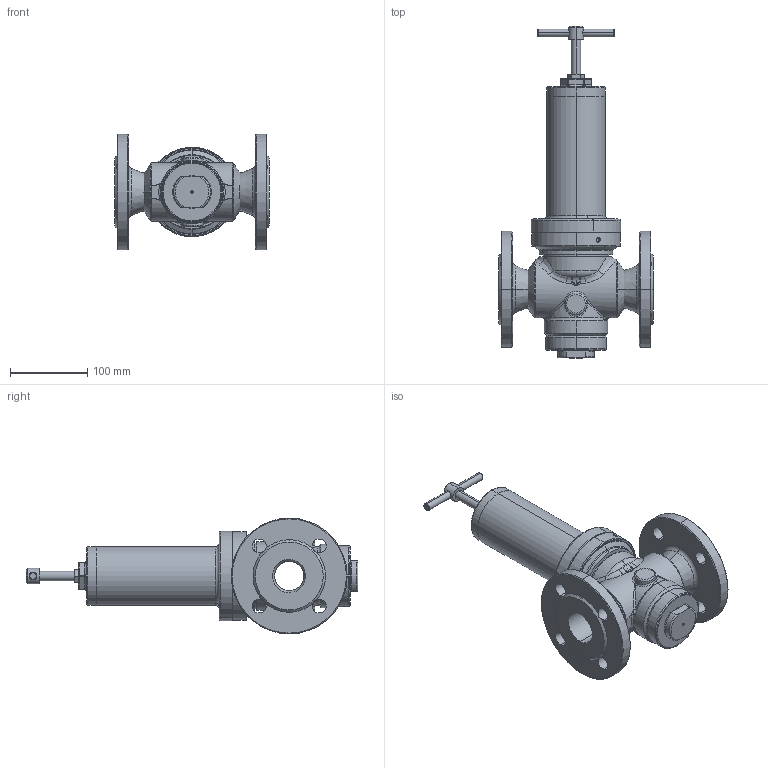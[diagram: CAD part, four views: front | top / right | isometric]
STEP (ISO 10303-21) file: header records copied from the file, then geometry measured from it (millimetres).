
FILE_DESCRIPTION (( 'STEP AP203' ), '1' );
FILE_NAME ('Typ_81-BG_III-D040-(84-99).STEP', '2021-04-13T07:50:49', ( '' ), ( '' ), 'SwSTEP 2.0', 'SolidWorks 2016', '' );
FILE_SCHEMA (( 'CONFIG_CONTROL_DESIGN' ));
Length unit declared in the file: millimetre
Products named in the file (1): Typ_81-BG_III-D040-(84-99)
Bounding box: 200 x 430 x 150 mm (x, y, z)
Volume: 1124358.9 mm3; surface area: 359263.5 mm2
Topology: 10 solids, 10 shells, 469 faces, 1083 edges, 640 vertices
Faces by surface type: cylinder 159, cone 129, torus 79, plane 60, bspline 34, sphere 8
Entity records: 17705 total; most frequent: CARTESIAN_POINT 7036, DIRECTION 2338, ORIENTED_EDGE 2162, EDGE_CURVE 1081, AXIS2_PLACEMENT_3D 1022, VERTEX_POINT 640, CIRCLE 586, EDGE_LOOP 525
